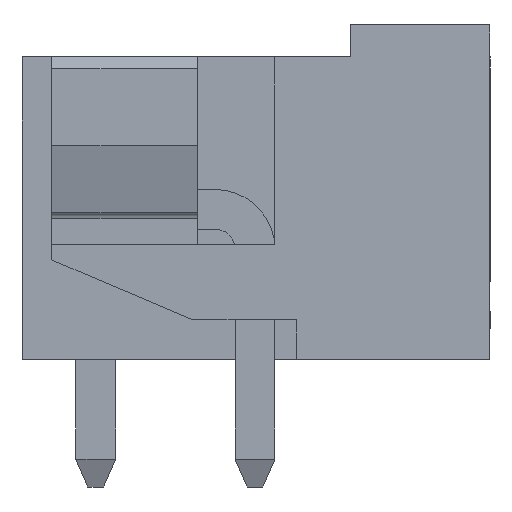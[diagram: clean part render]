
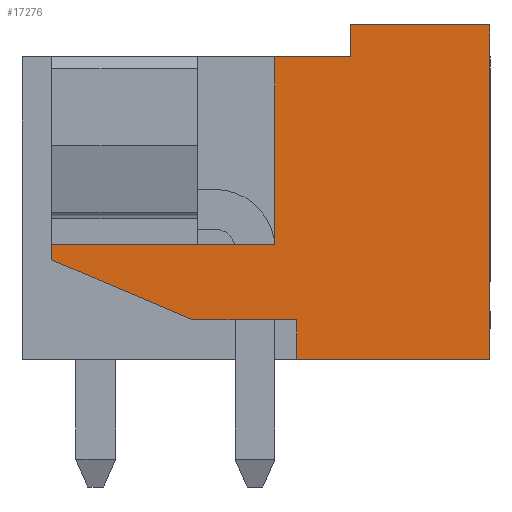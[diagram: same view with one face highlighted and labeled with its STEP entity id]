
A CAD part, left-side view. The second image highlights one B-rep face of the part: STEP entity #17276.
In plain terms, the highlighted planar face has unit normal (-1, 0, 0).
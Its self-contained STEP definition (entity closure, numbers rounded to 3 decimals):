
#17249=AXIS2_PLACEMENT_3D('Plane Axis2P3D',#17246,#17247,#17248) ;
#469=CARTESIAN_POINT('Vertex',(0.,0.,11.6)) ;
#472=CARTESIAN_POINT('Line Origine',(0.,0.,7.4)) ;
#476=CARTESIAN_POINT('Vertex',(0.,0.,3.2)) ;
#2267=CARTESIAN_POINT('Vertex',(0.,3.5,11.6)) ;
#2270=CARTESIAN_POINT('Line Origine',(0.,1.75,11.6)) ;
#2915=CARTESIAN_POINT('Vertex',(0.,5.4,10.8)) ;
#2918=CARTESIAN_POINT('Line Origine',(0.,4.45,10.8)) ;
#2922=CARTESIAN_POINT('Vertex',(0.,3.5,10.8)) ;
#4685=CARTESIAN_POINT('Line Origine',(0.,2.427,3.2)) ;
#4689=CARTESIAN_POINT('Vertex',(0.,4.854,3.2)) ;
#16720=CARTESIAN_POINT('Vertex',(0.,11.,5.7)) ;
#16734=CARTESIAN_POINT('Vertex',(0.,7.465,4.2)) ;
#16737=CARTESIAN_POINT('Line Origine',(0.,9.233,4.95)) ;
#16765=CARTESIAN_POINT('Vertex',(0.,4.854,4.2)) ;
#16768=CARTESIAN_POINT('Line Origine',(0.,6.16,4.2)) ;
#17019=CARTESIAN_POINT('Line Origine',(0.,4.854,3.7)) ;
#17036=CARTESIAN_POINT('Line Origine',(0.,3.5,11.2)) ;
#17098=CARTESIAN_POINT('Line Origine',(0.,11.,5.89)) ;
#17102=CARTESIAN_POINT('Vertex',(0.,11.,6.08)) ;
#17246=CARTESIAN_POINT('Axis2P3D Location',(0.,0.,0.)) ;
#17251=CARTESIAN_POINT('Line Origine',(0.,8.2,6.08)) ;
#17255=CARTESIAN_POINT('Vertex',(0.,5.4,6.08)) ;
#17258=CARTESIAN_POINT('Line Origine',(0.,5.4,8.44)) ;
#473=DIRECTION('Vector Direction',(0.,0.,-1.)) ;
#2271=DIRECTION('Vector Direction',(0.,-1.,0.)) ;
#2919=DIRECTION('Vector Direction',(0.,-1.,0.)) ;
#4686=DIRECTION('Vector Direction',(0.,1.,0.)) ;
#16738=DIRECTION('Vector Direction',(0.,-0.921,-0.391)) ;
#16769=DIRECTION('Vector Direction',(0.,-1.,0.)) ;
#17020=DIRECTION('Vector Direction',(0.,0.,1.)) ;
#17037=DIRECTION('Vector Direction',(0.,0.,1.)) ;
#17099=DIRECTION('Vector Direction',(0.,0.,-1.)) ;
#17247=DIRECTION('Axis2P3D Direction',(-1.,0.,0.)) ;
#17248=DIRECTION('Axis2P3D XDirection',(0.,-1.,0.)) ;
#17252=DIRECTION('Vector Direction',(0.,1.,0.)) ;
#17259=DIRECTION('Vector Direction',(0.,0.,1.)) ;
#474=VECTOR('Line Direction',#473,1.) ;
#2272=VECTOR('Line Direction',#2271,1.) ;
#2920=VECTOR('Line Direction',#2919,1.) ;
#4687=VECTOR('Line Direction',#4686,1.) ;
#16739=VECTOR('Line Direction',#16738,1.) ;
#16770=VECTOR('Line Direction',#16769,1.) ;
#17021=VECTOR('Line Direction',#17020,1.) ;
#17038=VECTOR('Line Direction',#17037,1.) ;
#17100=VECTOR('Line Direction',#17099,1.) ;
#17253=VECTOR('Line Direction',#17252,1.) ;
#17260=VECTOR('Line Direction',#17259,1.) ;
#17264=ORIENTED_EDGE('',*,*,#17257,.T.) ;
#17265=ORIENTED_EDGE('',*,*,#17104,.T.) ;
#17266=ORIENTED_EDGE('',*,*,#16741,.T.) ;
#17267=ORIENTED_EDGE('',*,*,#16772,.T.) ;
#17268=ORIENTED_EDGE('',*,*,#17023,.F.) ;
#17269=ORIENTED_EDGE('',*,*,#4691,.T.) ;
#17270=ORIENTED_EDGE('',*,*,#478,.T.) ;
#17271=ORIENTED_EDGE('',*,*,#2274,.T.) ;
#17272=ORIENTED_EDGE('',*,*,#17040,.T.) ;
#17273=ORIENTED_EDGE('',*,*,#2924,.T.) ;
#17274=ORIENTED_EDGE('',*,*,#17262,.F.) ;
#17276=ADVANCED_FACE('HOUSING',(#17275),#17250,.T.) ;
#478=EDGE_CURVE('',#477,#470,#475,.F.) ;
#2274=EDGE_CURVE('',#470,#2268,#2273,.F.) ;
#2924=EDGE_CURVE('',#2923,#2916,#2921,.F.) ;
#4691=EDGE_CURVE('',#4690,#477,#4688,.F.) ;
#16741=EDGE_CURVE('',#16721,#16735,#16740,.T.) ;
#16772=EDGE_CURVE('',#16735,#16766,#16771,.T.) ;
#17023=EDGE_CURVE('',#4690,#16766,#17022,.T.) ;
#17040=EDGE_CURVE('',#2268,#2923,#17039,.F.) ;
#17104=EDGE_CURVE('',#17103,#16721,#17101,.T.) ;
#17257=EDGE_CURVE('',#17256,#17103,#17254,.T.) ;
#17262=EDGE_CURVE('',#17256,#2916,#17261,.T.) ;
#17263=EDGE_LOOP('',(#17264,#17265,#17266,#17267,#17268,#17269,#17270,#17271,#17272,#17273,#17274)) ;
#17275=FACE_OUTER_BOUND('',#17263,.T.) ;
#475=LINE('Line',#472,#474) ;
#2273=LINE('Line',#2270,#2272) ;
#2921=LINE('Line',#2918,#2920) ;
#4688=LINE('Line',#4685,#4687) ;
#16740=LINE('Line',#16737,#16739) ;
#16771=LINE('Line',#16768,#16770) ;
#17022=LINE('Line',#17019,#17021) ;
#17039=LINE('Line',#17036,#17038) ;
#17101=LINE('Line',#17098,#17100) ;
#17254=LINE('Line',#17251,#17253) ;
#17261=LINE('Line',#17258,#17260) ;
#17250=PLANE('',#17249) ;
#470=VERTEX_POINT('',#469) ;
#477=VERTEX_POINT('',#476) ;
#2268=VERTEX_POINT('',#2267) ;
#2916=VERTEX_POINT('',#2915) ;
#2923=VERTEX_POINT('',#2922) ;
#4690=VERTEX_POINT('',#4689) ;
#16721=VERTEX_POINT('',#16720) ;
#16735=VERTEX_POINT('',#16734) ;
#16766=VERTEX_POINT('',#16765) ;
#17103=VERTEX_POINT('',#17102) ;
#17256=VERTEX_POINT('',#17255) ;
